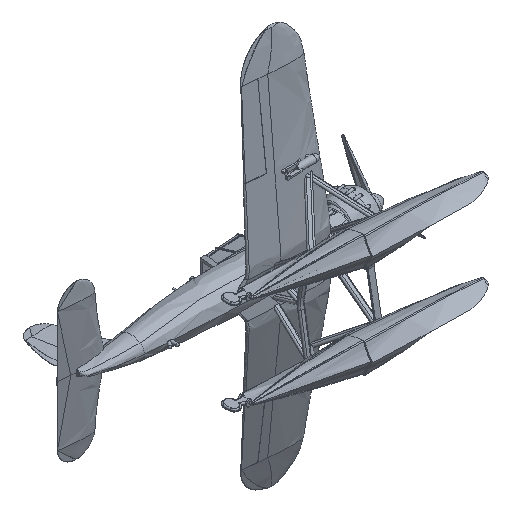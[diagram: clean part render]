
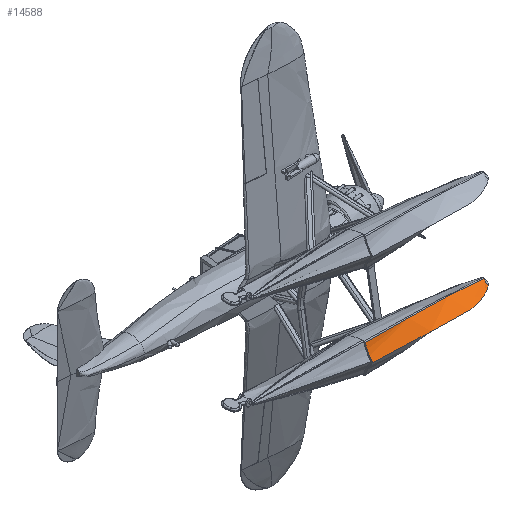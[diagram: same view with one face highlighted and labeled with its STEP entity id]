
A CAD part, isometric view. The second image highlights one B-rep face of the part: STEP entity #14588.
In plain terms, the highlighted free-form (B-spline) face has degree [3, 3] with [4, 6] control points.
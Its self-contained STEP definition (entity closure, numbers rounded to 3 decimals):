
#71=B_SPLINE_SURFACE_WITH_KNOTS('',3,3,((#31715,#31716,#31717,#31718,#31719,
#31720),(#31721,#31722,#31723,#31724,#31725,#31726),(#31727,#31728,#31729,
#31730,#31731,#31732),(#31733,#31734,#31735,#31736,#31737,#31738)),
 .UNSPECIFIED.,.F.,.F.,.F.,(4,4),(4,2,4),(0.,0.973),(0.,0.684,
1.),.UNSPECIFIED.);
#679=B_SPLINE_CURVE_WITH_KNOTS('',3,(#26937,#26938,#26939,#26940,#26941,
#26942,#26943,#26944,#26945,#26946,#26947,#26948,#26949,#26950,#26951,#26952),
 .UNSPECIFIED.,.F.,.F.,(4,1,1,1,1,1,1,1,2,1,1,1,4),(0.,0.263,
0.527,0.79,1.054,1.318,1.582,
1.847,2.111,2.304,2.497,2.69,
2.883),.UNSPECIFIED.);
#680=B_SPLINE_CURVE_WITH_KNOTS('',3,(#26954,#26955,#26956,#26957,#26958,
#26959,#26960,#26961,#26962,#26963,#26964,#26965,#26966,#26967,#26968,#26969,
#26970,#26971,#26972),.UNSPECIFIED.,.F.,.F.,(4,2,1,1,1,2,1,1,1,1,1,1,2,
4),(2.883,2.883,2.955,3.027,
3.099,3.171,3.432,3.694,3.825,
3.955,4.086,4.152,4.217,4.217),
 .UNSPECIFIED.);
#697=B_SPLINE_CURVE_WITH_KNOTS('',3,(#28144,#28145,#28146,#28147,#28148,
#28149),.UNSPECIFIED.,.F.,.F.,(4,2,4),(0.,0.684,1.),
 .UNSPECIFIED.);
#2069=FACE_OUTER_BOUND('',#2880,.T.);
#2880=EDGE_LOOP('',(#12044,#12045,#12046,#12047,#12048));
#5283=CIRCLE('',#15716,13.5);
#5308=CIRCLE('',#15742,10.);
#6452=VERTEX_POINT('',#26904);
#6453=VERTEX_POINT('',#26936);
#6454=VERTEX_POINT('',#26953);
#6462=VERTEX_POINT('',#27067);
#6468=VERTEX_POINT('',#28142);
#8392=EDGE_CURVE('',#6452,#6453,#679,.T.);
#8393=EDGE_CURVE('',#6453,#6454,#680,.T.);
#8403=EDGE_CURVE('',#6462,#6452,#5283,.T.);
#8417=EDGE_CURVE('',#6462,#6468,#697,.T.);
#8474=EDGE_CURVE('',#6468,#6454,#5308,.T.);
#12044=ORIENTED_EDGE('',*,*,#8393,.F.);
#12045=ORIENTED_EDGE('',*,*,#8392,.F.);
#12046=ORIENTED_EDGE('',*,*,#8403,.F.);
#12047=ORIENTED_EDGE('',*,*,#8417,.T.);
#12048=ORIENTED_EDGE('',*,*,#8474,.T.);
#14588=ADVANCED_FACE('',(#2069),#71,.F.);
#15716=AXIS2_PLACEMENT_3D('',#27069,#18356,#18357);
#15742=AXIS2_PLACEMENT_3D('',#31511,#18408,#18409);
#18356=DIRECTION('center_axis',(1.,0.,0.));
#18357=DIRECTION('ref_axis',(0.,-0.964,0.266));
#18408=DIRECTION('center_axis',(1.,0.,0.));
#18409=DIRECTION('ref_axis',(0.,-0.726,0.688));
#26904=CARTESIAN_POINT('',(74.,-29.985,-10.794));
#26936=CARTESIAN_POINT('',(102.81,-28.999,-12.236));
#26937=CARTESIAN_POINT('Ctrl Pts',(74.,-29.985,-10.794));
#26938=CARTESIAN_POINT('Ctrl Pts',(74.879,-29.987,-10.793));
#26939=CARTESIAN_POINT('Ctrl Pts',(76.637,-29.987,-10.797));
#26940=CARTESIAN_POINT('Ctrl Pts',(79.276,-29.973,-10.825));
#26941=CARTESIAN_POINT('Ctrl Pts',(81.914,-29.942,-10.875));
#26942=CARTESIAN_POINT('Ctrl Pts',(84.555,-29.892,-10.949));
#26943=CARTESIAN_POINT('Ctrl Pts',(87.199,-29.822,-11.048));
#26944=CARTESIAN_POINT('Ctrl Pts',(89.843,-29.731,-11.175));
#26945=CARTESIAN_POINT('Ctrl Pts',(92.485,-29.62,-11.33));
#26946=CARTESIAN_POINT('Ctrl Pts',(94.244,-29.533,-11.454));
#26947=CARTESIAN_POINT('Ctrl Pts',(95.765,-29.452,-11.569));
#26948=CARTESIAN_POINT('Ctrl Pts',(97.048,-29.381,-11.672));
#26949=CARTESIAN_POINT('Ctrl Pts',(98.971,-29.263,-11.843));
#26950=CARTESIAN_POINT('Ctrl Pts',(100.892,-29.136,-12.03));
#26951=CARTESIAN_POINT('Ctrl Pts',(102.171,-29.045,-12.165));
#26952=CARTESIAN_POINT('Ctrl Pts',(102.81,-28.999,-12.236));
#26953=CARTESIAN_POINT('',(116.,-27.865,-14.17));
#26954=CARTESIAN_POINT('Ctrl Pts',(102.81,-28.999,-12.236));
#26955=CARTESIAN_POINT('Ctrl Pts',(102.81,-28.999,-12.236));
#26956=CARTESIAN_POINT('Ctrl Pts',(102.81,-28.999,-12.236));
#26957=CARTESIAN_POINT('Ctrl Pts',(103.048,-28.981,-12.262));
#26958=CARTESIAN_POINT('Ctrl Pts',(103.525,-28.946,-12.315));
#26959=CARTESIAN_POINT('Ctrl Pts',(104.24,-28.891,-12.398));
#26960=CARTESIAN_POINT('Ctrl Pts',(104.954,-28.836,-12.482));
#26961=CARTESIAN_POINT('Ctrl Pts',(105.43,-28.798,-12.54));
#26962=CARTESIAN_POINT('Ctrl Pts',(106.533,-28.71,-12.676));
#26963=CARTESIAN_POINT('Ctrl Pts',(108.261,-28.567,-12.9));
#26964=CARTESIAN_POINT('Ctrl Pts',(110.416,-28.377,-13.207));
#26965=CARTESIAN_POINT('Ctrl Pts',(112.137,-28.22,-13.471));
#26966=CARTESIAN_POINT('Ctrl Pts',(113.427,-28.101,-13.681));
#26967=CARTESIAN_POINT('Ctrl Pts',(114.5,-28.001,-13.869));
#26968=CARTESIAN_POINT('Ctrl Pts',(115.357,-27.922,-14.032));
#26969=CARTESIAN_POINT('Ctrl Pts',(115.786,-27.884,-14.122));
#26970=CARTESIAN_POINT('Ctrl Pts',(116.,-27.865,-14.17));
#26971=CARTESIAN_POINT('Ctrl Pts',(116.,-27.865,-14.17));
#26972=CARTESIAN_POINT('Ctrl Pts',(116.,-27.865,-14.17));
#27067=CARTESIAN_POINT('',(74.,-32.5,-15.5));
#27069=CARTESIAN_POINT('Origin',(74.,-42.914,-6.909));
#28142=CARTESIAN_POINT('',(116.,-29.5,-15.5));
#28144=CARTESIAN_POINT('Ctrl Pts',(74.,-32.5,-15.5));
#28145=CARTESIAN_POINT('Ctrl Pts',(83.767,-32.833,-15.5));
#28146=CARTESIAN_POINT('Ctrl Pts',(93.532,-33.157,-15.5));
#28147=CARTESIAN_POINT('Ctrl Pts',(107.825,-33.661,-15.5));
#28148=CARTESIAN_POINT('Ctrl Pts',(112.384,-32.218,-15.5));
#28149=CARTESIAN_POINT('Ctrl Pts',(116.,-29.5,-15.5));
#31511=CARTESIAN_POINT('Origin',(116.,-34.958,-7.121));
#31715=CARTESIAN_POINT('Ctrl Pts',(74.,-32.5,-15.5));
#31716=CARTESIAN_POINT('Ctrl Pts',(83.767,-32.833,-15.5));
#31717=CARTESIAN_POINT('Ctrl Pts',(93.532,-33.157,-15.5));
#31718=CARTESIAN_POINT('Ctrl Pts',(107.825,-33.661,-15.5));
#31719=CARTESIAN_POINT('Ctrl Pts',(112.384,-32.218,-15.5));
#31720=CARTESIAN_POINT('Ctrl Pts',(116.,-29.5,-15.5));
#31721=CARTESIAN_POINT('Ctrl Pts',(74.,-31.328,-14.079));
#31722=CARTESIAN_POINT('Ctrl Pts',(83.718,-31.616,-14.049));
#31723=CARTESIAN_POINT('Ctrl Pts',(93.13,-31.083,-14.197));
#31724=CARTESIAN_POINT('Ctrl Pts',(107.475,-31.923,-14.671));
#31725=CARTESIAN_POINT('Ctrl Pts',(112.133,-30.819,-14.859));
#31726=CARTESIAN_POINT('Ctrl Pts',(116.,-28.862,-15.084));
#31727=CARTESIAN_POINT('Ctrl Pts',(74.,-30.451,-12.416));
#31728=CARTESIAN_POINT('Ctrl Pts',(83.668,-30.637,-12.395));
#31729=CARTESIAN_POINT('Ctrl Pts',(93.614,-31.242,-12.729));
#31730=CARTESIAN_POINT('Ctrl Pts',(107.557,-30.194,-13.733));
#31731=CARTESIAN_POINT('Ctrl Pts',(111.883,-29.495,-14.127));
#31732=CARTESIAN_POINT('Ctrl Pts',(116.,-28.271,-14.595));
#31733=CARTESIAN_POINT('Ctrl Pts',(74.,-29.941,-10.646));
#31734=CARTESIAN_POINT('Ctrl Pts',(83.618,-29.955,-10.644));
#31735=CARTESIAN_POINT('Ctrl Pts',(93.26,-29.688,-11.175));
#31736=CARTESIAN_POINT('Ctrl Pts',(107.23,-28.678,-12.725));
#31737=CARTESIAN_POINT('Ctrl Pts',(111.632,-28.264,-13.329));
#31738=CARTESIAN_POINT('Ctrl Pts',(116.,-27.743,-14.045));
